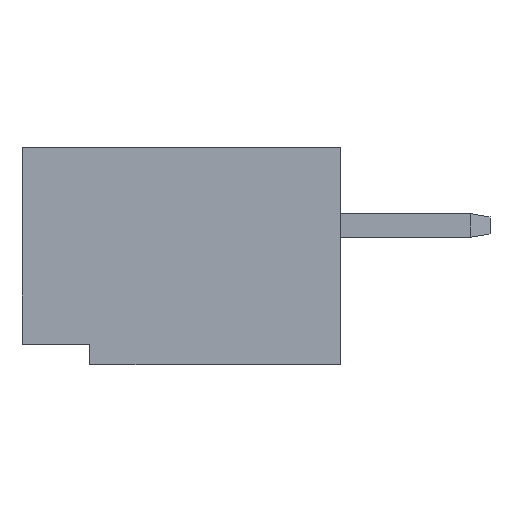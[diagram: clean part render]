
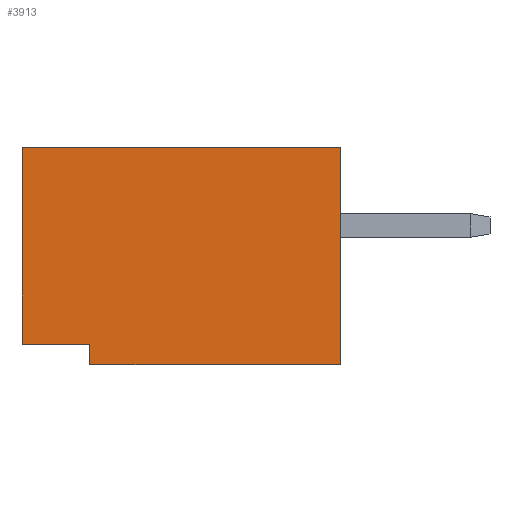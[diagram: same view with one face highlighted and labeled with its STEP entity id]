
A CAD part, left-side view. The second image highlights one B-rep face of the part: STEP entity #3913.
In plain terms, the highlighted planar face has unit normal (-1, 0, 0).
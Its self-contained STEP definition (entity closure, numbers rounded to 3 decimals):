
#35 = CARTESIAN_POINT ( 'NONE',  ( -2.75, 3.7, -1.75 ) ) ;
#54 = AXIS2_PLACEMENT_3D ( 'NONE', #3300, #1212, #135 ) ;
#135 = DIRECTION ( 'NONE',  ( 0., 0., -1. ) ) ;
#213 = VECTOR ( 'NONE', #4258, 1000. ) ;
#434 = VECTOR ( 'NONE', #2427, 1000. ) ;
#492 = EDGE_CURVE ( 'NONE', #660, #3425, #3371, .T. ) ;
#660 = VERTEX_POINT ( 'NONE', #3268 ) ;
#890 = ORIENTED_EDGE ( 'NONE', *, *, #492, .F. ) ;
#1069 = LINE ( 'NONE', #3901, #213 ) ;
#1212 = DIRECTION ( 'NONE',  ( 1., 0., 0. ) ) ;
#1328 = CARTESIAN_POINT ( 'NONE',  ( -2.75, 4.7, -2.05 ) ) ;
#1435 = VERTEX_POINT ( 'NONE', #2101 ) ;
#1515 = VERTEX_POINT ( 'NONE', #35 ) ;
#1590 = ORIENTED_EDGE ( 'NONE', *, *, #2766, .T. ) ;
#1620 = PLANE ( 'NONE',  #54 ) ;
#1633 = CARTESIAN_POINT ( 'NONE',  ( -2.75, 3.7, 3.84 ) ) ;
#1803 = VERTEX_POINT ( 'NONE', #4012 ) ;
#1924 = LINE ( 'NONE', #1328, #434 ) ;
#1964 = CARTESIAN_POINT ( 'NONE',  ( -2.75, 4.7, 1.15 ) ) ;
#2001 = VECTOR ( 'NONE', #3307, 1000. ) ;
#2101 = CARTESIAN_POINT ( 'NONE',  ( -2.75, 3.7, -2.05 ) ) ;
#2335 = CARTESIAN_POINT ( 'NONE',  ( -2.75, 4.7, -1.75 ) ) ;
#2427 = DIRECTION ( 'NONE',  ( 0., 0., 1. ) ) ;
#2598 = CARTESIAN_POINT ( 'NONE',  ( -2.75, 4.7, -2.05 ) ) ;
#2657 = LINE ( 'NONE', #3452, #4314 ) ;
#2766 = EDGE_CURVE ( 'NONE', #1515, #1435, #4072, .T. ) ;
#2882 = EDGE_LOOP ( 'NONE', ( #3047, #3795, #1590, #3884, #4006, #890 ) ) ;
#3047 = ORIENTED_EDGE ( 'NONE', *, *, #3228, .F. ) ;
#3054 = DIRECTION ( 'NONE',  ( 0., 0., -1. ) ) ;
#3166 = EDGE_CURVE ( 'NONE', #1435, #1803, #3696, .T. ) ;
#3228 = EDGE_CURVE ( 'NONE', #3465, #660, #1924, .T. ) ;
#3268 = CARTESIAN_POINT ( 'NONE',  ( -2.75, 4.7, 1.15 ) ) ;
#3300 = CARTESIAN_POINT ( 'NONE',  ( -2.75, 4.7, -2.05 ) ) ;
#3307 = DIRECTION ( 'NONE',  ( 0., -1., 0. ) ) ;
#3371 = LINE ( 'NONE', #1964, #4358 ) ;
#3382 = DIRECTION ( 'NONE',  ( 0., 1., 0. ) ) ;
#3425 = VERTEX_POINT ( 'NONE', #4495 ) ;
#3452 = CARTESIAN_POINT ( 'NONE',  ( -2.75, 4.7, -1.75 ) ) ;
#3465 = VERTEX_POINT ( 'NONE', #2335 ) ;
#3653 = EDGE_CURVE ( 'NONE', #1515, #3465, #2657, .T. ) ;
#3696 = LINE ( 'NONE', #2598, #2001 ) ;
#3736 = FACE_OUTER_BOUND ( 'NONE', #2882, .T. ) ;
#3761 = DIRECTION ( 'NONE',  ( 0., -1., 0. ) ) ;
#3795 = ORIENTED_EDGE ( 'NONE', *, *, #3653, .F. ) ;
#3855 = EDGE_CURVE ( 'NONE', #1803, #3425, #1069, .T. ) ;
#3884 = ORIENTED_EDGE ( 'NONE', *, *, #3166, .T. ) ;
#3901 = CARTESIAN_POINT ( 'NONE',  ( -2.75, 0., -2.05 ) ) ;
#3913 = ADVANCED_FACE ( 'NONE', ( #3736 ), #1620, .F. ) ;
#4006 = ORIENTED_EDGE ( 'NONE', *, *, #3855, .T. ) ;
#4012 = CARTESIAN_POINT ( 'NONE',  ( -2.75, 0., -2.05 ) ) ;
#4072 = LINE ( 'NONE', #1633, #4325 ) ;
#4258 = DIRECTION ( 'NONE',  ( 0., 0., 1. ) ) ;
#4314 = VECTOR ( 'NONE', #3382, 1000. ) ;
#4325 = VECTOR ( 'NONE', #3054, 1000. ) ;
#4358 = VECTOR ( 'NONE', #3761, 1000. ) ;
#4495 = CARTESIAN_POINT ( 'NONE',  ( -2.75, 0., 1.15 ) ) ;
